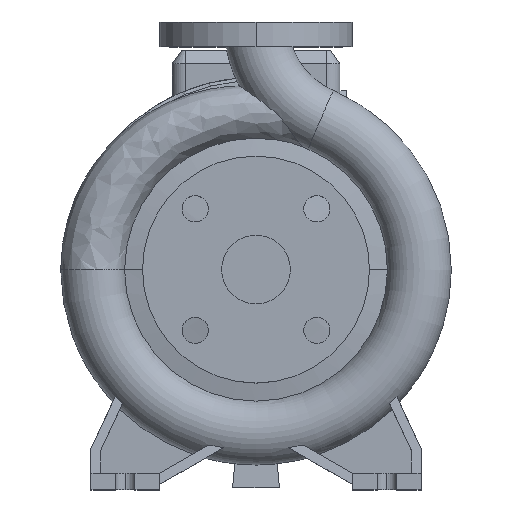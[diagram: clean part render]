
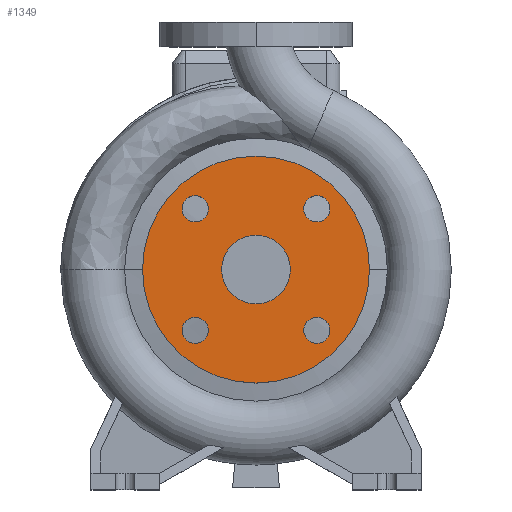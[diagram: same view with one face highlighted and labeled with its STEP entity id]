
A CAD part, top view. The second image highlights one B-rep face of the part: STEP entity #1349.
In plain terms, the highlighted planar face has unit normal (0, 0, 1).
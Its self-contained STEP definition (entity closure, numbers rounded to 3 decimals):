
#27 = VERTEX_POINT ( 'NONE', #12488 ) ;
#44 = CARTESIAN_POINT ( 'NONE',  ( 44.194, -44.194, 80. ) ) ;
#100 = AXIS2_PLACEMENT_3D ( 'NONE', #11447, #6402, #10618 ) ;
#222 = ORIENTED_EDGE ( 'NONE', *, *, #9480, .T. ) ;
#260 = FACE_OUTER_BOUND ( 'NONE', #3919, .T. ) ;
#591 = VERTEX_POINT ( 'NONE', #4248 ) ;
#656 = AXIS2_PLACEMENT_3D ( 'NONE', #953, #5308, #5169 ) ;
#871 = CARTESIAN_POINT ( 'NONE',  ( 34.694, 44.194, 80. ) ) ;
#953 = CARTESIAN_POINT ( 'NONE',  ( 0., 0., 80. ) ) ;
#1271 = ORIENTED_EDGE ( 'NONE', *, *, #7252, .F. ) ;
#1349 = ADVANCED_FACE ( 'NONE', ( #8622, #260, #3369, #7578, #12899, #2401 ), #6613, .F. ) ;
#1456 = VERTEX_POINT ( 'NONE', #12202 ) ;
#1560 = VERTEX_POINT ( 'NONE', #871 ) ;
#1601 = AXIS2_PLACEMENT_3D ( 'NONE', #2230, #9422, #8317 ) ;
#1607 = VERTEX_POINT ( 'NONE', #3980 ) ;
#1755 = DIRECTION ( 'NONE',  ( 0., 0., 1. ) ) ;
#1762 = CARTESIAN_POINT ( 'NONE',  ( -25., 0., 80. ) ) ;
#1983 = EDGE_CURVE ( 'NONE', #9257, #5415, #11031, .T. ) ;
#2031 = CARTESIAN_POINT ( 'NONE',  ( -82.5, 0., 80. ) ) ;
#2057 = DIRECTION ( 'NONE',  ( 0., 0., 1. ) ) ;
#2191 = CARTESIAN_POINT ( 'NONE',  ( -44.194, 44.194, 80. ) ) ;
#2230 = CARTESIAN_POINT ( 'NONE',  ( 44.194, 44.194, 80. ) ) ;
#2329 = AXIS2_PLACEMENT_3D ( 'NONE', #5236, #9449, #8758 ) ;
#2401 = FACE_BOUND ( 'NONE', #7415, .T. ) ;
#2489 = EDGE_LOOP ( 'NONE', ( #10224, #12229 ) ) ;
#2507 = AXIS2_PLACEMENT_3D ( 'NONE', #6786, #8943, #11974 ) ;
#2844 = CARTESIAN_POINT ( 'NONE',  ( 0., 0., 80. ) ) ;
#3369 = FACE_BOUND ( 'NONE', #5059, .T. ) ;
#3403 = EDGE_CURVE ( 'NONE', #4393, #12787, #3518, .T. ) ;
#3425 = DIRECTION ( 'NONE',  ( 0., 0., 1. ) ) ;
#3518 = CIRCLE ( 'NONE', #4396, 82.5 ) ;
#3613 = CIRCLE ( 'NONE', #2507, 82.5 ) ;
#3747 = DIRECTION ( 'NONE',  ( 0., 0., 1. ) ) ;
#3791 = ORIENTED_EDGE ( 'NONE', *, *, #6436, .F. ) ;
#3812 = DIRECTION ( 'NONE',  ( 1., 0., 0. ) ) ;
#3919 = EDGE_LOOP ( 'NONE', ( #222, #11746 ) ) ;
#3980 = CARTESIAN_POINT ( 'NONE',  ( -34.694, -44.194, 80. ) ) ;
#4167 = VERTEX_POINT ( 'NONE', #4663 ) ;
#4248 = CARTESIAN_POINT ( 'NONE',  ( 34.694, -44.194, 80. ) ) ;
#4292 = CIRCLE ( 'NONE', #100, 9.5 ) ;
#4297 = EDGE_CURVE ( 'NONE', #27, #4167, #4647, .T. ) ;
#4393 = VERTEX_POINT ( 'NONE', #2031 ) ;
#4396 = AXIS2_PLACEMENT_3D ( 'NONE', #2844, #3747, #3812 ) ;
#4647 = CIRCLE ( 'NONE', #7511, 9.5 ) ;
#4663 = CARTESIAN_POINT ( 'NONE',  ( -53.694, 44.194, 80. ) ) ;
#4735 = DIRECTION ( 'NONE',  ( 1., 0., 0. ) ) ;
#5059 = EDGE_LOOP ( 'NONE', ( #8373, #3791 ) ) ;
#5169 = DIRECTION ( 'NONE',  ( 1., 0., 0. ) ) ;
#5203 = CIRCLE ( 'NONE', #2329, 9.5 ) ;
#5236 = CARTESIAN_POINT ( 'NONE',  ( 44.194, -44.194, 80. ) ) ;
#5308 = DIRECTION ( 'NONE',  ( 0., 0., 1. ) ) ;
#5364 = DIRECTION ( 'NONE',  ( 1., 0., 0. ) ) ;
#5415 = VERTEX_POINT ( 'NONE', #9319 ) ;
#5435 = CARTESIAN_POINT ( 'NONE',  ( -44.194, -44.194, 80. ) ) ;
#5445 = DIRECTION ( 'NONE',  ( 1., 0., 0. ) ) ;
#5553 = ORIENTED_EDGE ( 'NONE', *, *, #11431, .F. ) ;
#5855 = DIRECTION ( 'NONE',  ( -1., 0., 0. ) ) ;
#5903 = CARTESIAN_POINT ( 'NONE',  ( -44.194, 44.194, 80. ) ) ;
#5919 = ORIENTED_EDGE ( 'NONE', *, *, #11530, .F. ) ;
#5942 = CARTESIAN_POINT ( 'NONE',  ( 0., 0., 80. ) ) ;
#6402 = DIRECTION ( 'NONE',  ( 0., 0., 1. ) ) ;
#6436 = EDGE_CURVE ( 'NONE', #1560, #10309, #12406, .T. ) ;
#6477 = AXIS2_PLACEMENT_3D ( 'NONE', #5942, #7045, #11265 ) ;
#6613 = PLANE ( 'NONE',  #7257 ) ;
#6786 = CARTESIAN_POINT ( 'NONE',  ( 0., 0., 80. ) ) ;
#7045 = DIRECTION ( 'NONE',  ( 0., 0., 1. ) ) ;
#7163 = EDGE_CURVE ( 'NONE', #1456, #1607, #10884, .T. ) ;
#7212 = EDGE_LOOP ( 'NONE', ( #11126, #5553 ) ) ;
#7252 = EDGE_CURVE ( 'NONE', #9701, #591, #8239, .T. ) ;
#7257 = AXIS2_PLACEMENT_3D ( 'NONE', #10833, #13380, #5855 ) ;
#7292 = EDGE_CURVE ( 'NONE', #1607, #1456, #11110, .T. ) ;
#7387 = CARTESIAN_POINT ( 'NONE',  ( 53.694, -44.194, 80. ) ) ;
#7415 = EDGE_LOOP ( 'NONE', ( #1271, #5919 ) ) ;
#7511 = AXIS2_PLACEMENT_3D ( 'NONE', #5903, #1755, #9018 ) ;
#7571 = AXIS2_PLACEMENT_3D ( 'NONE', #5435, #11714, #12685 ) ;
#7578 = FACE_BOUND ( 'NONE', #7212, .T. ) ;
#7952 = EDGE_LOOP ( 'NONE', ( #10581, #8253 ) ) ;
#8239 = CIRCLE ( 'NONE', #10665, 9.5 ) ;
#8253 = ORIENTED_EDGE ( 'NONE', *, *, #1983, .F. ) ;
#8317 = DIRECTION ( 'NONE',  ( 1., 0., 0. ) ) ;
#8373 = ORIENTED_EDGE ( 'NONE', *, *, #10231, .F. ) ;
#8506 = CIRCLE ( 'NONE', #9829, 9.5 ) ;
#8622 = FACE_BOUND ( 'NONE', #7952, .T. ) ;
#8758 = DIRECTION ( 'NONE',  ( 1., 0., 0. ) ) ;
#8943 = DIRECTION ( 'NONE',  ( 0., 0., 1. ) ) ;
#9018 = DIRECTION ( 'NONE',  ( 1., 0., 0. ) ) ;
#9119 = AXIS2_PLACEMENT_3D ( 'NONE', #12883, #3425, #4735 ) ;
#9257 = VERTEX_POINT ( 'NONE', #1762 ) ;
#9319 = CARTESIAN_POINT ( 'NONE',  ( 25., 0., 80. ) ) ;
#9422 = DIRECTION ( 'NONE',  ( 0., 0., 1. ) ) ;
#9449 = DIRECTION ( 'NONE',  ( 0., 0., 1. ) ) ;
#9480 = EDGE_CURVE ( 'NONE', #12787, #4393, #3613, .T. ) ;
#9659 = EDGE_CURVE ( 'NONE', #5415, #9257, #12432, .T. ) ;
#9701 = VERTEX_POINT ( 'NONE', #7387 ) ;
#9829 = AXIS2_PLACEMENT_3D ( 'NONE', #2191, #2057, #5445 ) ;
#10224 = ORIENTED_EDGE ( 'NONE', *, *, #7292, .F. ) ;
#10231 = EDGE_CURVE ( 'NONE', #10309, #1560, #4292, .T. ) ;
#10309 = VERTEX_POINT ( 'NONE', #12064 ) ;
#10581 = ORIENTED_EDGE ( 'NONE', *, *, #9659, .F. ) ;
#10618 = DIRECTION ( 'NONE',  ( 1., 0., 0. ) ) ;
#10665 = AXIS2_PLACEMENT_3D ( 'NONE', #44, #13654, #5364 ) ;
#10772 = CARTESIAN_POINT ( 'NONE',  ( 82.5, 0., 80. ) ) ;
#10833 = CARTESIAN_POINT ( 'NONE',  ( 0., 82.5, 80. ) ) ;
#10884 = CIRCLE ( 'NONE', #7571, 9.5 ) ;
#11031 = CIRCLE ( 'NONE', #656, 25. ) ;
#11110 = CIRCLE ( 'NONE', #9119, 9.5 ) ;
#11126 = ORIENTED_EDGE ( 'NONE', *, *, #4297, .F. ) ;
#11265 = DIRECTION ( 'NONE',  ( 1., 0., 0. ) ) ;
#11431 = EDGE_CURVE ( 'NONE', #4167, #27, #8506, .T. ) ;
#11447 = CARTESIAN_POINT ( 'NONE',  ( 44.194, 44.194, 80. ) ) ;
#11530 = EDGE_CURVE ( 'NONE', #591, #9701, #5203, .T. ) ;
#11714 = DIRECTION ( 'NONE',  ( 0., 0., 1. ) ) ;
#11746 = ORIENTED_EDGE ( 'NONE', *, *, #3403, .T. ) ;
#11974 = DIRECTION ( 'NONE',  ( 1., 0., 0. ) ) ;
#12064 = CARTESIAN_POINT ( 'NONE',  ( 53.694, 44.194, 80. ) ) ;
#12202 = CARTESIAN_POINT ( 'NONE',  ( -53.694, -44.194, 80. ) ) ;
#12229 = ORIENTED_EDGE ( 'NONE', *, *, #7163, .F. ) ;
#12406 = CIRCLE ( 'NONE', #1601, 9.5 ) ;
#12432 = CIRCLE ( 'NONE', #6477, 25. ) ;
#12488 = CARTESIAN_POINT ( 'NONE',  ( -34.694, 44.194, 80. ) ) ;
#12685 = DIRECTION ( 'NONE',  ( 1., 0., 0. ) ) ;
#12787 = VERTEX_POINT ( 'NONE', #10772 ) ;
#12883 = CARTESIAN_POINT ( 'NONE',  ( -44.194, -44.194, 80. ) ) ;
#12899 = FACE_BOUND ( 'NONE', #2489, .T. ) ;
#13380 = DIRECTION ( 'NONE',  ( 0., 0., -1. ) ) ;
#13654 = DIRECTION ( 'NONE',  ( 0., 0., 1. ) ) ;
